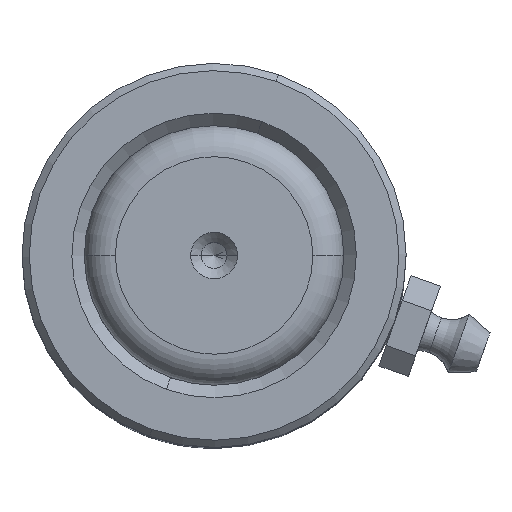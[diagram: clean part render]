
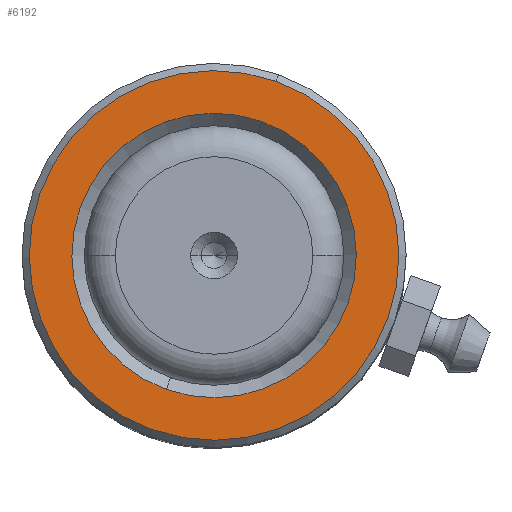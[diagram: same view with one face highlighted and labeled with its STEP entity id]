
A CAD part, top view. The second image highlights one B-rep face of the part: STEP entity #6192.
In plain terms, the highlighted planar face has unit normal (0, 0, 1).
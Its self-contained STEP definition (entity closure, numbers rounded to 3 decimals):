
#109 = DIRECTION ( 'NONE',  ( 0., 0., -1. ) ) ;
#342 = AXIS2_PLACEMENT_3D ( 'NONE', #1019, #6370, #905 ) ;
#352 = DIRECTION ( 'NONE',  ( 1., 0., 0. ) ) ;
#788 = AXIS2_PLACEMENT_3D ( 'NONE', #2867, #7488, #2830 ) ;
#905 = DIRECTION ( 'NONE',  ( 1., 0., 0. ) ) ;
#954 = FACE_OUTER_BOUND ( 'NONE', #3026, .T. ) ;
#1019 = CARTESIAN_POINT ( 'NONE',  ( 0., 0., 60. ) ) ;
#1359 = EDGE_CURVE ( 'NONE', #7122, #4611, #5739, .T. ) ;
#1443 = DIRECTION ( 'NONE',  ( 1., 0., 0. ) ) ;
#1847 = DIRECTION ( 'NONE',  ( 1., 0., 0. ) ) ;
#1887 = CIRCLE ( 'NONE', #342, 17.8 ) ;
#2125 = CIRCLE ( 'NONE', #6371, 13.7 ) ;
#2312 = PLANE ( 'NONE',  #3655 ) ;
#2424 = CIRCLE ( 'NONE', #788, 17.8 ) ;
#2755 = FACE_BOUND ( 'NONE', #8400, .T. ) ;
#2830 = DIRECTION ( 'NONE',  ( 1., 0., 0. ) ) ;
#2867 = CARTESIAN_POINT ( 'NONE',  ( 0., 0., 60. ) ) ;
#3026 = EDGE_LOOP ( 'NONE', ( #4741, #5612 ) ) ;
#3655 = AXIS2_PLACEMENT_3D ( 'NONE', #7638, #6384, #352 ) ;
#3821 = CARTESIAN_POINT ( 'NONE',  ( 0., 0., 60. ) ) ;
#4611 = VERTEX_POINT ( 'NONE', #7603 ) ;
#4634 = CARTESIAN_POINT ( 'NONE',  ( 17.8, 0., 60. ) ) ;
#4741 = ORIENTED_EDGE ( 'NONE', *, *, #8343, .T. ) ;
#5384 = ORIENTED_EDGE ( 'NONE', *, *, #7905, .T. ) ;
#5409 = CARTESIAN_POINT ( 'NONE',  ( 0., 0., 60. ) ) ;
#5566 = CARTESIAN_POINT ( 'NONE',  ( -17.8, 0., 60. ) ) ;
#5612 = ORIENTED_EDGE ( 'NONE', *, *, #8642, .T. ) ;
#5739 = CIRCLE ( 'NONE', #8436, 13.7 ) ;
#5977 = ORIENTED_EDGE ( 'NONE', *, *, #1359, .T. ) ;
#6192 = ADVANCED_FACE ( 'NONE', ( #954, #2755 ), #2312, .T. ) ;
#6337 = VERTEX_POINT ( 'NONE', #4634 ) ;
#6370 = DIRECTION ( 'NONE',  ( 0., 0., 1. ) ) ;
#6371 = AXIS2_PLACEMENT_3D ( 'NONE', #3821, #7280, #1847 ) ;
#6384 = DIRECTION ( 'NONE',  ( 0., 0., 1. ) ) ;
#6995 = CARTESIAN_POINT ( 'NONE',  ( 13.7, 0., 60. ) ) ;
#7122 = VERTEX_POINT ( 'NONE', #6995 ) ;
#7280 = DIRECTION ( 'NONE',  ( 0., 0., -1. ) ) ;
#7488 = DIRECTION ( 'NONE',  ( 0., 0., 1. ) ) ;
#7603 = CARTESIAN_POINT ( 'NONE',  ( -13.7, 0., 60. ) ) ;
#7638 = CARTESIAN_POINT ( 'NONE',  ( 0., 0., 60. ) ) ;
#7905 = EDGE_CURVE ( 'NONE', #4611, #7122, #2125, .T. ) ;
#8343 = EDGE_CURVE ( 'NONE', #8464, #6337, #2424, .T. ) ;
#8400 = EDGE_LOOP ( 'NONE', ( #5977, #5384 ) ) ;
#8436 = AXIS2_PLACEMENT_3D ( 'NONE', #5409, #109, #1443 ) ;
#8464 = VERTEX_POINT ( 'NONE', #5566 ) ;
#8642 = EDGE_CURVE ( 'NONE', #6337, #8464, #1887, .T. ) ;
